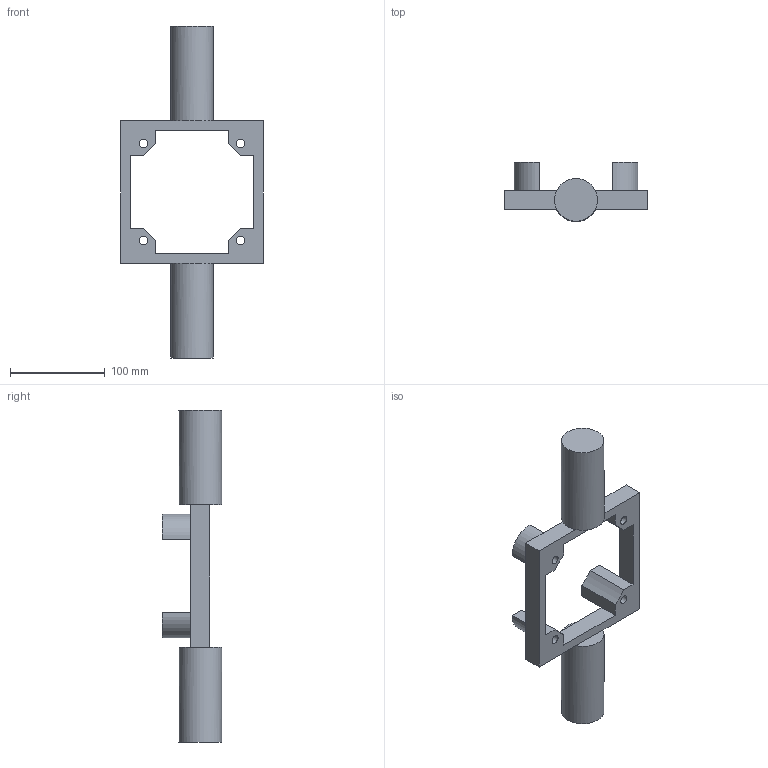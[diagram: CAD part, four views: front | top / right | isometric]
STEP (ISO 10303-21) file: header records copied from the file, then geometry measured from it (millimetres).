
FILE_DESCRIPTION(/* description */ (''),/* implementation_level */ '2;1');
FILE_NAME(/* name */ 'FrontPlateV2.stp',/* time_stamp */ '2024-03-19T13:52:53-04:00',/* author */ ('yusuf'),/* organization */ (''),/* preprocessor_version */ 'ST-DEVELOPER v19.2',/* originating_system */ 'Autodesk Inventor 2024',/* authorisation */ '');
FILE_SCHEMA (('AUTOMOTIVE_DESIGN { 1 0 10303 214 3 1 1 }'));
Length unit declared in the file: inch
Products named in the file (1): FrontPlateV2
Bounding box: 150 x 62.5 x 350 mm (x, y, z)
Volume: 448793.7 mm3; surface area: 93697.5 mm2
Topology: 1 solids, 1 shells, 49 faces, 122 edges, 76 vertices
Faces by surface type: plane 34, cylinder 15
Full cylindrical faces by diameter (mm): 9 x4, 45 x2
Entity records: 1511 total; most frequent: DIRECTION 260, CARTESIAN_POINT 248, ORIENTED_EDGE 244, EDGE_CURVE 122, AXIS2_PLACEMENT_3D 88, LINE 84, VECTOR 84, VERTEX_POINT 76
